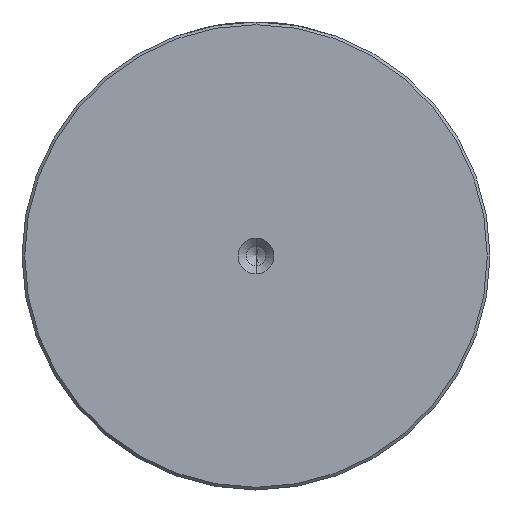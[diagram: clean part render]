
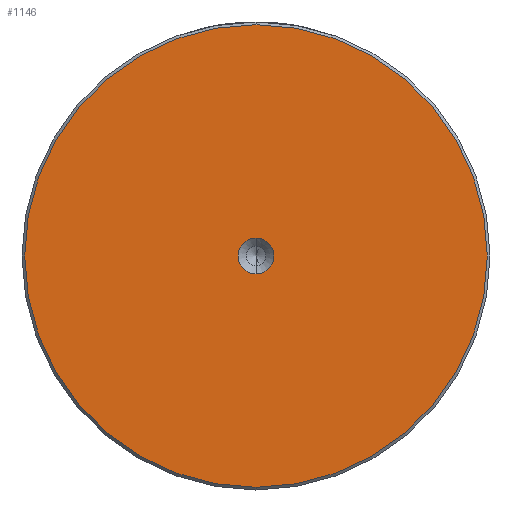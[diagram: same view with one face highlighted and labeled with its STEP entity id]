
A CAD part, left-side view. The second image highlights one B-rep face of the part: STEP entity #1146.
In plain terms, the highlighted planar face has unit normal (-1, 0, 0).
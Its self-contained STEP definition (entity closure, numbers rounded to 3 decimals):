
#40 = CARTESIAN_POINT ( 'NONE',  ( 0., 0., 42.5 ) ) ;
#69 = FACE_BOUND ( 'NONE', #2110, .T. ) ;
#76 = VERTEX_POINT ( 'NONE', #40 ) ;
#121 = EDGE_CURVE ( 'NONE', #1519, #76, #2661, .T. ) ;
#185 = PLANE ( 'NONE',  #1651 ) ;
#221 = AXIS2_PLACEMENT_3D ( 'NONE', #1023, #2944, #1306 ) ;
#259 = DIRECTION ( 'NONE',  ( 0., 0., 1. ) ) ;
#265 = DIRECTION ( 'NONE',  ( -1., 0., 0. ) ) ;
#405 = CARTESIAN_POINT ( 'NONE',  ( 0., 0., -42.5 ) ) ;
#474 = DIRECTION ( 'NONE',  ( -1., 0., 0. ) ) ;
#532 = CARTESIAN_POINT ( 'NONE',  ( 0., 0., 0. ) ) ;
#649 = ORIENTED_EDGE ( 'NONE', *, *, #121, .T. ) ;
#674 = CIRCLE ( 'NONE', #2770, 3.3 ) ;
#733 = DIRECTION ( 'NONE',  ( -1., 0., 0. ) ) ;
#804 = FACE_OUTER_BOUND ( 'NONE', #2014, .T. ) ;
#998 = CARTESIAN_POINT ( 'NONE',  ( 0., 0., -3.3 ) ) ;
#1023 = CARTESIAN_POINT ( 'NONE',  ( 0., 0., 0. ) ) ;
#1146 = ADVANCED_FACE ( 'NONE', ( #804, #69 ), #185, .T. ) ;
#1306 = DIRECTION ( 'NONE',  ( 0., 0., 1. ) ) ;
#1519 = VERTEX_POINT ( 'NONE', #405 ) ;
#1566 = CARTESIAN_POINT ( 'NONE',  ( 0., 0., 0. ) ) ;
#1651 = AXIS2_PLACEMENT_3D ( 'NONE', #1566, #733, #2635 ) ;
#1664 = VERTEX_POINT ( 'NONE', #1667 ) ;
#1667 = CARTESIAN_POINT ( 'NONE',  ( 0., 0., 3.3 ) ) ;
#1835 = CIRCLE ( 'NONE', #221, 3.3 ) ;
#1904 = CARTESIAN_POINT ( 'NONE',  ( 0., 0., 0. ) ) ;
#2014 = EDGE_LOOP ( 'NONE', ( #649, #3079 ) ) ;
#2110 = EDGE_LOOP ( 'NONE', ( #3350, #3096 ) ) ;
#2121 = CARTESIAN_POINT ( 'NONE',  ( 0., 0., 0. ) ) ;
#2180 = DIRECTION ( 'NONE',  ( -1., 0., 0. ) ) ;
#2189 = EDGE_CURVE ( 'NONE', #76, #1519, #3525, .T. ) ;
#2191 = DIRECTION ( 'NONE',  ( 0., 0., 1. ) ) ;
#2312 = EDGE_CURVE ( 'NONE', #2759, #1664, #1835, .T. ) ;
#2397 = DIRECTION ( 'NONE',  ( 0., 0., 1. ) ) ;
#2473 = AXIS2_PLACEMENT_3D ( 'NONE', #2121, #474, #2397 ) ;
#2488 = EDGE_CURVE ( 'NONE', #1664, #2759, #674, .T. ) ;
#2635 = DIRECTION ( 'NONE',  ( 0., 0., 1. ) ) ;
#2661 = CIRCLE ( 'NONE', #3326, 42.5 ) ;
#2759 = VERTEX_POINT ( 'NONE', #998 ) ;
#2770 = AXIS2_PLACEMENT_3D ( 'NONE', #1904, #265, #2191 ) ;
#2944 = DIRECTION ( 'NONE',  ( -1., 0., 0. ) ) ;
#3079 = ORIENTED_EDGE ( 'NONE', *, *, #2189, .T. ) ;
#3096 = ORIENTED_EDGE ( 'NONE', *, *, #2312, .F. ) ;
#3326 = AXIS2_PLACEMENT_3D ( 'NONE', #532, #2180, #259 ) ;
#3350 = ORIENTED_EDGE ( 'NONE', *, *, #2488, .F. ) ;
#3525 = CIRCLE ( 'NONE', #2473, 42.5 ) ;
